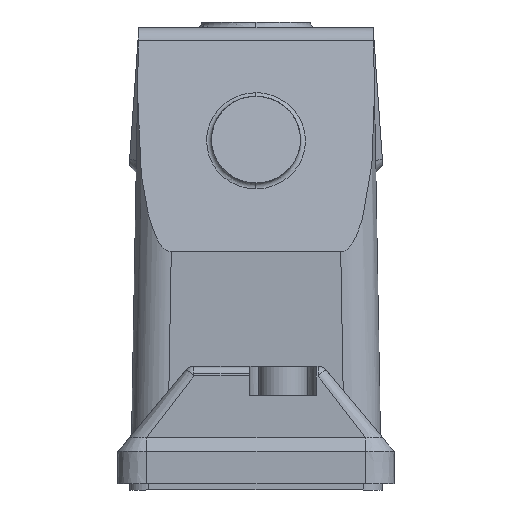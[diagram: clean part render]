
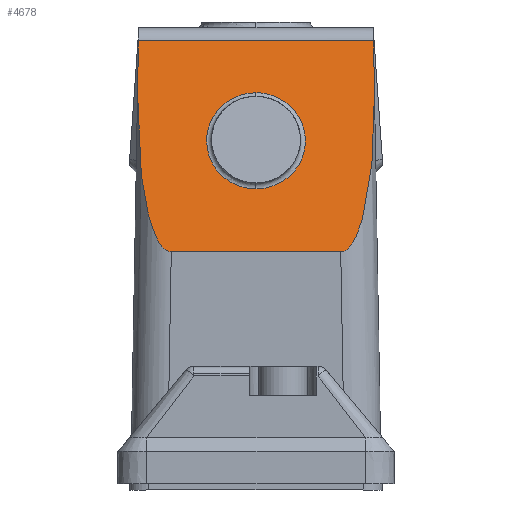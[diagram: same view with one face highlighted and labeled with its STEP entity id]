
A CAD part, front view. The second image highlights one B-rep face of the part: STEP entity #4678.
In plain terms, the highlighted planar face has unit normal (0, -0.974, 0.225).
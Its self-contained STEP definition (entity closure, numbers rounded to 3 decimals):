
#4568=AXIS2_PLACEMENT_3D('Plane Axis2P3D',#4565,#4566,#4567) ;
#3622=CARTESIAN_POINT('Vertex',(4.154,24.8,81.454)) ;
#3625=CARTESIAN_POINT('Line Origine',(4.248,26.051,86.871)) ;
#3629=CARTESIAN_POINT('Vertex',(4.343,27.301,92.287)) ;
#3918=CARTESIAN_POINT('Vertex',(52.657,27.301,92.287)) ;
#3921=CARTESIAN_POINT('Line Origine',(52.752,26.051,86.871)) ;
#3925=CARTESIAN_POINT('Vertex',(52.846,24.8,81.454)) ;
#4538=CARTESIAN_POINT('Control Point',(11.088,17.3,48.968)) ;
#4539=CARTESIAN_POINT('Control Point',(10.509,17.3,48.968)) ;
#4540=CARTESIAN_POINT('Control Point',(9.935,17.356,49.21)) ;
#4541=CARTESIAN_POINT('Control Point',(9.379,17.467,49.693)) ;
#4542=CARTESIAN_POINT('Control Point',(7.857,17.931,51.7)) ;
#4543=CARTESIAN_POINT('Control Point',(6.617,18.74,55.206)) ;
#4544=CARTESIAN_POINT('Control Point',(5.951,19.372,57.942)) ;
#4545=CARTESIAN_POINT('Control Point',(4.875,20.765,63.979)) ;
#4546=CARTESIAN_POINT('Control Point',(4.309,22.328,70.746)) ;
#4547=CARTESIAN_POINT('Control Point',(4.143,23.144,74.28)) ;
#4548=CARTESIAN_POINT('Control Point',(4.091,23.972,77.867)) ;
#4549=CARTESIAN_POINT('Control Point',(4.154,24.8,81.454)) ;
#4550=CARTESIAN_POINT('Vertex',(11.088,17.3,48.968)) ;
#4565=CARTESIAN_POINT('Axis2P3D Location',(28.5,22.773,72.674)) ;
#4570=CARTESIAN_POINT('Line Origine',(28.5,27.301,92.287)) ;
#4575=CARTESIAN_POINT('Line Origine',(28.5,17.3,48.968)) ;
#4579=CARTESIAN_POINT('Vertex',(45.912,17.3,48.968)) ;
#4583=CARTESIAN_POINT('Control Point',(52.846,24.8,81.454)) ;
#4584=CARTESIAN_POINT('Control Point',(52.904,24.034,78.137)) ;
#4585=CARTESIAN_POINT('Control Point',(52.864,23.268,74.818)) ;
#4586=CARTESIAN_POINT('Control Point',(52.726,22.511,71.54)) ;
#4587=CARTESIAN_POINT('Control Point',(52.247,21.043,65.18)) ;
#4588=CARTESIAN_POINT('Control Point',(51.331,19.706,59.388)) ;
#4589=CARTESIAN_POINT('Control Point',(50.758,19.085,56.701)) ;
#4590=CARTESIAN_POINT('Control Point',(49.636,18.211,52.916)) ;
#4591=CARTESIAN_POINT('Control Point',(48.213,17.632,50.406)) ;
#4592=CARTESIAN_POINT('Control Point',(47.636,17.464,49.679)) ;
#4593=CARTESIAN_POINT('Control Point',(46.933,17.341,49.147)) ;
#4594=CARTESIAN_POINT('Control Point',(46.212,17.305,48.99)) ;
#4595=CARTESIAN_POINT('Control Point',(46.112,17.302,48.975)) ;
#4596=CARTESIAN_POINT('Control Point',(46.012,17.3,48.968)) ;
#4597=CARTESIAN_POINT('Control Point',(45.912,17.3,48.968)) ;
#4608=CARTESIAN_POINT('Control Point',(28.5,24.842,81.637)) ;
#4609=CARTESIAN_POINT('Control Point',(27.564,24.842,81.637)) ;
#4610=CARTESIAN_POINT('Control Point',(26.628,24.818,81.532)) ;
#4611=CARTESIAN_POINT('Control Point',(25.708,24.769,81.321)) ;
#4612=CARTESIAN_POINT('Control Point',(23.936,24.625,80.697)) ;
#4613=CARTESIAN_POINT('Control Point',(22.356,24.394,79.697)) ;
#4614=CARTESIAN_POINT('Control Point',(21.629,24.259,79.109)) ;
#4615=CARTESIAN_POINT('Control Point',(20.327,23.952,77.782)) ;
#4616=CARTESIAN_POINT('Control Point',(19.369,23.587,76.2)) ;
#4617=CARTESIAN_POINT('Control Point',(18.987,23.393,75.358)) ;
#4618=CARTESIAN_POINT('Control Point',(18.594,23.109,74.128)) ;
#4619=CARTESIAN_POINT('Control Point',(18.411,22.816,72.859)) ;
#4620=CARTESIAN_POINT('Control Point',(18.376,22.731,72.491)) ;
#4621=CARTESIAN_POINT('Control Point',(18.358,22.646,72.123)) ;
#4622=CARTESIAN_POINT('Control Point',(18.358,22.561,71.755)) ;
#4623=CARTESIAN_POINT('Vertex',(28.5,24.842,81.637)) ;
#4625=CARTESIAN_POINT('Vertex',(18.358,22.561,71.755)) ;
#4629=CARTESIAN_POINT('Control Point',(28.5,20.279,61.873)) ;
#4630=CARTESIAN_POINT('Control Point',(29.436,20.279,61.873)) ;
#4631=CARTESIAN_POINT('Control Point',(30.372,20.304,61.978)) ;
#4632=CARTESIAN_POINT('Control Point',(31.292,20.352,62.189)) ;
#4633=CARTESIAN_POINT('Control Point',(33.064,20.496,62.813)) ;
#4634=CARTESIAN_POINT('Control Point',(34.644,20.727,63.813)) ;
#4635=CARTESIAN_POINT('Control Point',(35.371,20.863,64.401)) ;
#4636=CARTESIAN_POINT('Control Point',(36.673,21.169,65.728)) ;
#4637=CARTESIAN_POINT('Control Point',(37.631,21.535,67.31)) ;
#4638=CARTESIAN_POINT('Control Point',(38.013,21.729,68.152)) ;
#4639=CARTESIAN_POINT('Control Point',(38.572,22.134,69.905)) ;
#4640=CARTESIAN_POINT('Control Point',(38.707,22.557,71.737)) ;
#4641=CARTESIAN_POINT('Control Point',(38.665,22.769,72.656)) ;
#4642=CARTESIAN_POINT('Control Point',(38.364,23.187,74.469)) ;
#4643=CARTESIAN_POINT('Control Point',(37.647,23.579,76.167)) ;
#4644=CARTESIAN_POINT('Control Point',(37.19,23.765,76.972)) ;
#4645=CARTESIAN_POINT('Control Point',(36.092,24.11,78.465)) ;
#4646=CARTESIAN_POINT('Control Point',(34.674,24.389,79.675)) ;
#4647=CARTESIAN_POINT('Control Point',(33.896,24.51,80.197)) ;
#4648=CARTESIAN_POINT('Control Point',(32.392,24.689,80.974)) ;
#4649=CARTESIAN_POINT('Control Point',(30.759,24.795,81.431)) ;
#4650=CARTESIAN_POINT('Control Point',(30.011,24.826,81.568)) ;
#4651=CARTESIAN_POINT('Control Point',(29.256,24.842,81.637)) ;
#4652=CARTESIAN_POINT('Control Point',(28.5,24.842,81.637)) ;
#4653=CARTESIAN_POINT('Vertex',(28.5,20.279,61.873)) ;
#4657=CARTESIAN_POINT('Control Point',(18.358,22.561,71.755)) ;
#4658=CARTESIAN_POINT('Control Point',(18.358,22.35,70.843)) ;
#4659=CARTESIAN_POINT('Control Point',(18.466,22.14,69.931)) ;
#4660=CARTESIAN_POINT('Control Point',(18.682,21.933,69.035)) ;
#4661=CARTESIAN_POINT('Control Point',(19.322,21.534,67.308)) ;
#4662=CARTESIAN_POINT('Control Point',(20.35,21.179,65.768)) ;
#4663=CARTESIAN_POINT('Control Point',(20.952,21.015,65.06)) ;
#4664=CARTESIAN_POINT('Control Point',(22.315,20.722,63.791)) ;
#4665=CARTESIAN_POINT('Control Point',(23.938,20.507,62.858)) ;
#4666=CARTESIAN_POINT('Control Point',(24.802,20.421,62.485)) ;
#4667=CARTESIAN_POINT('Control Point',(26.065,20.332,62.103)) ;
#4668=CARTESIAN_POINT('Control Point',(27.367,20.291,61.925)) ;
#4669=CARTESIAN_POINT('Control Point',(27.745,20.283,61.89)) ;
#4670=CARTESIAN_POINT('Control Point',(28.122,20.279,61.873)) ;
#4671=CARTESIAN_POINT('Control Point',(28.5,20.279,61.873)) ;
#3626=DIRECTION('Vector Direction',(-0.017,-0.225,-0.974)) ;
#3922=DIRECTION('Vector Direction',(0.017,-0.225,-0.974)) ;
#4566=DIRECTION('Axis2P3D Direction',(0.,0.974,-0.225)) ;
#4567=DIRECTION('Axis2P3D XDirection',(0.,-0.225,-0.974)) ;
#4571=DIRECTION('Vector Direction',(1.,0.,0.)) ;
#4576=DIRECTION('Vector Direction',(-1.,0.,0.)) ;
#3627=VECTOR('Line Direction',#3626,1.) ;
#3923=VECTOR('Line Direction',#3922,1.) ;
#4572=VECTOR('Line Direction',#4571,1.) ;
#4577=VECTOR('Line Direction',#4576,1.) ;
#4600=ORIENTED_EDGE('',*,*,#3927,.F.) ;
#4601=ORIENTED_EDGE('',*,*,#4574,.F.) ;
#4602=ORIENTED_EDGE('',*,*,#3631,.T.) ;
#4603=ORIENTED_EDGE('',*,*,#4552,.F.) ;
#4604=ORIENTED_EDGE('',*,*,#4581,.F.) ;
#4605=ORIENTED_EDGE('',*,*,#4598,.F.) ;
#4674=ORIENTED_EDGE('',*,*,#4627,.F.) ;
#4675=ORIENTED_EDGE('',*,*,#4655,.F.) ;
#4676=ORIENTED_EDGE('',*,*,#4672,.F.) ;
#4677=FACE_BOUND('',#4673,.T.) ;
#4678=ADVANCED_FACE('MANIFOLD_SOLID_BREP #195460',(#4606,#4677),#4569,.F.) ;
#4537=B_SPLINE_CURVE_WITH_KNOTS('',5,(#4538,#4539,#4540,#4541,#4542,#4543,#4544,#4545,#4546,#4547,#4548,#4549),.UNSPECIFIED.,.F.,.U.,(6,3,3,6),(0.,13.489,38.914,65.275),.UNSPECIFIED.) ;
#4582=B_SPLINE_CURVE_WITH_KNOTS('',5,(#4583,#4584,#4585,#4586,#4587,#4588,#4589,#4590,#4591,#4592,#4593,#4594,#4595,#4596,#4597),.UNSPECIFIED.,.F.,.U.,(6,3,3,3,6),(0.,24.382,48.388,62.958,65.291),.UNSPECIFIED.) ;
#4607=B_SPLINE_CURVE_WITH_KNOTS('',5,(#4608,#4609,#4610,#4611,#4612,#4613,#4614,#4615,#4616,#4617,#4618,#4619,#4620,#4621,#4622),.UNSPECIFIED.,.F.,.U.,(6,3,3,3,6),(0.,6.619,13.238,19.857,22.527),.UNSPECIFIED.) ;
#4628=B_SPLINE_CURVE_WITH_KNOTS('',5,(#4629,#4630,#4631,#4632,#4633,#4634,#4635,#4636,#4637,#4638,#4639,#4640,#4641,#4642,#4643,#4644,#4645,#4646,#4647,#4648,#4649,#4650,#4651,#4652),.UNSPECIFIED.,.F.,.U.,(6,3,3,3,3,3,3,6),(0.,6.619,13.238,19.857,26.476,33.095,39.714,45.058),.UNSPECIFIED.) ;
#4656=B_SPLINE_CURVE_WITH_KNOTS('',5,(#4657,#4658,#4659,#4660,#4661,#4662,#4663,#4664,#4665,#4666,#4667,#4668,#4669,#4670,#4671),.UNSPECIFIED.,.F.,.U.,(6,3,3,3,6),(0.,6.619,13.238,19.857,22.527),.UNSPECIFIED.) ;
#3631=EDGE_CURVE('',#3630,#3623,#3628,.T.) ;
#3927=EDGE_CURVE('',#3919,#3926,#3924,.T.) ;
#4552=EDGE_CURVE('',#4551,#3623,#4537,.T.) ;
#4574=EDGE_CURVE('',#3630,#3919,#4573,.T.) ;
#4581=EDGE_CURVE('',#4580,#4551,#4578,.T.) ;
#4598=EDGE_CURVE('',#3926,#4580,#4582,.T.) ;
#4627=EDGE_CURVE('',#4624,#4626,#4607,.T.) ;
#4655=EDGE_CURVE('',#4654,#4624,#4628,.T.) ;
#4672=EDGE_CURVE('',#4626,#4654,#4656,.T.) ;
#4599=EDGE_LOOP('',(#4600,#4601,#4602,#4603,#4604,#4605)) ;
#4673=EDGE_LOOP('',(#4674,#4675,#4676)) ;
#4606=FACE_OUTER_BOUND('',#4599,.T.) ;
#3628=LINE('Line',#3625,#3627) ;
#3924=LINE('Line',#3921,#3923) ;
#4573=LINE('Line',#4570,#4572) ;
#4578=LINE('Line',#4575,#4577) ;
#4569=PLANE('',#4568) ;
#3623=VERTEX_POINT('',#3622) ;
#3630=VERTEX_POINT('',#3629) ;
#3919=VERTEX_POINT('',#3918) ;
#3926=VERTEX_POINT('',#3925) ;
#4551=VERTEX_POINT('',#4550) ;
#4580=VERTEX_POINT('',#4579) ;
#4624=VERTEX_POINT('',#4623) ;
#4626=VERTEX_POINT('',#4625) ;
#4654=VERTEX_POINT('',#4653) ;
